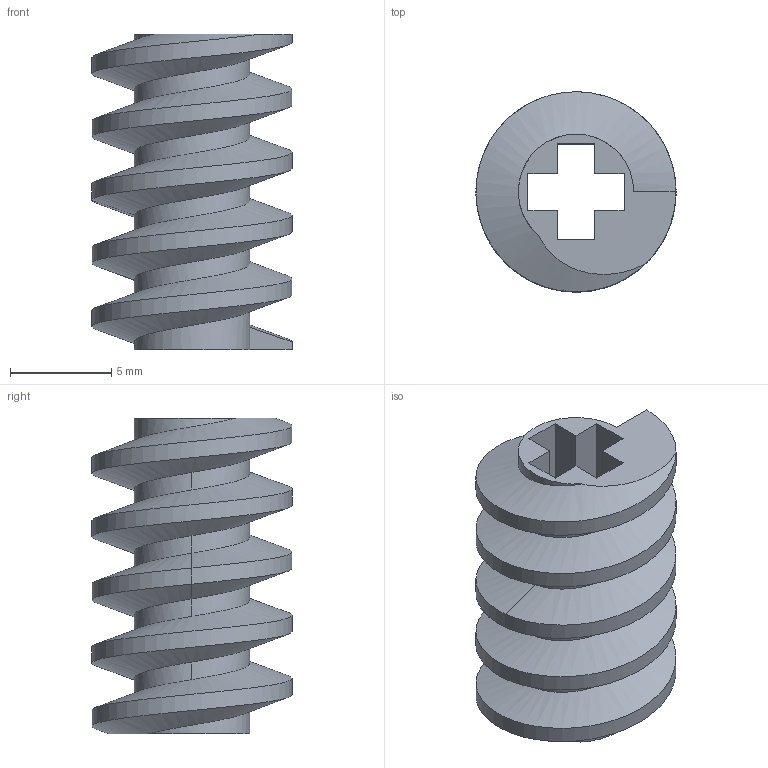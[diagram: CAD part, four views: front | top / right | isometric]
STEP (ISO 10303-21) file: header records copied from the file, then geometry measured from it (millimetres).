
FILE_DESCRIPTION((''),'1');
FILE_NAME('GEAR_HELIX','2000-08-24T',('ujkopena'),(''),'PRO/ENGINEER BY PARAMETRIC TECHNOLOGY CORPORATION, 1999390','PRO/ENGINEER BY PARAMETRIC TECHNOLOGY CORPORATION, 1999390','');
FILE_SCHEMA(('CONFIG_CONTROL_DESIGN'));
Length unit declared in the file: metre
Products named in the file (1): GEAR_HELIX
Bounding box: 9.88 x 9.88 x 15.6 mm (x, y, z)
Volume: 541.8 mm3; surface area: 1074.8 mm2
Topology: 1 solids, 1 shells, 32 faces, 84 edges, 54 vertices
Faces by surface type: plane 16, cylinder 10, bspline 6
Entity records: 3214 total; most frequent: CARTESIAN_POINT 2450, ORIENTED_EDGE 168, DIRECTION 112, EDGE_CURVE 84, VECTOR 56, LINE 56, VERTEX_POINT 54, EDGE_LOOP 34
